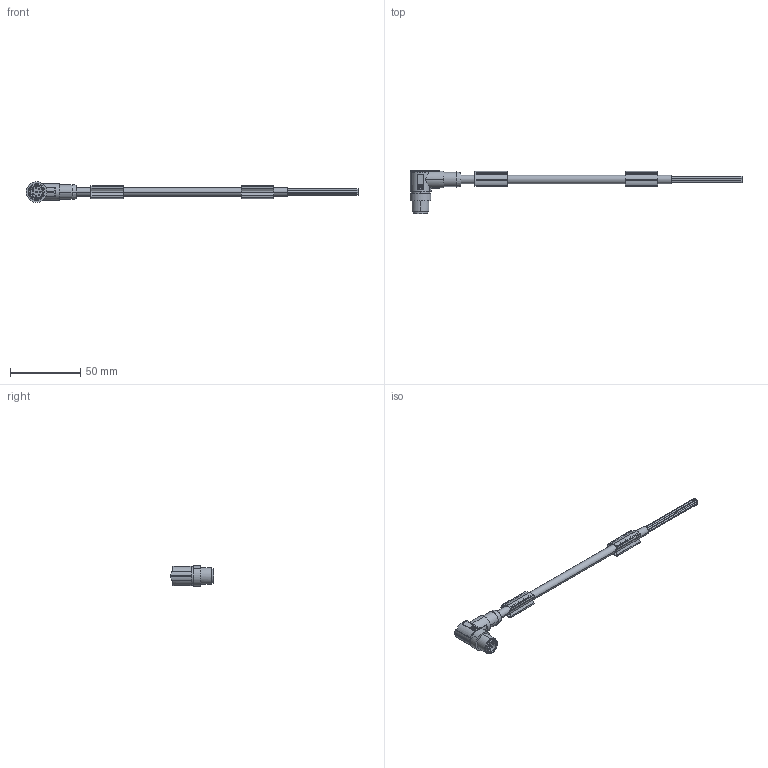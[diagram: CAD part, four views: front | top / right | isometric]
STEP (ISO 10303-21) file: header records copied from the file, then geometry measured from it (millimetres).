
FILE_DESCRIPTION(('SolidDesigner STEP Export'),'2;1');
FILE_NAME('1522833.stp','2010-03-03T 9:50:49',(''),(''),'CoCreate Modeling STEP processor for AP214 (Solid Model)','CoCreate Modeling 16.00A 16-Aug-2008 (C) Parametric Technology GmbH','');
FILE_SCHEMA(('AUTOMOTIVE_DESIGN { 1 0 10303 214 1 1 1 1 }'));
Length unit declared in the file: millimetre
Products named in the file (2): 1522833
Assembly tree (1 placements, depth 2):
  1522833
    1522833
Bounding box: 236.25 x 30.8 x 14.76 mm (x, y, z)
Volume: 11576.2 mm3; surface area: 10005.5 mm2
Topology: 1 solids, 1 shells, 312 faces, 840 edges, 560 vertices
Faces by surface type: cylinder 188, plane 111, cone 9, bspline 4
Entity records: 12722 total; most frequent: CARTESIAN_POINT 3056, ORIENTED_EDGE 1680, DIRECTION 1433, EDGE_CURVE 840, VERTEX_POINT 560, AXIS2_PLACEMENT_3D 518, VECTOR 397, LINE 397
